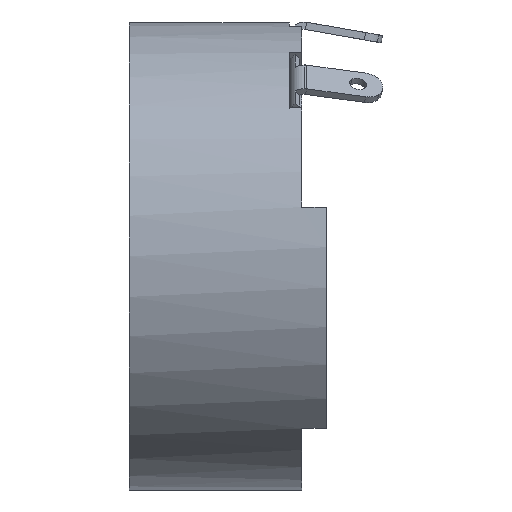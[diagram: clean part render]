
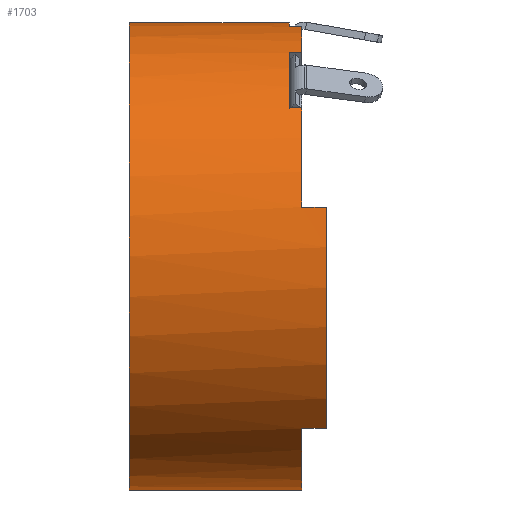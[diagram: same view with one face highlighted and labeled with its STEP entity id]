
A CAD part, left-side view. The second image highlights one B-rep face of the part: STEP entity #1703.
In plain terms, the highlighted cylindrical face has radius 4.75 mm (diameter 9.5 mm), a partial arc.
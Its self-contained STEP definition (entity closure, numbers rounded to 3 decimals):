
#2 = VERTEX_POINT ( 'NONE', #1956 ) ;
#202 = CARTESIAN_POINT ( 'NONE',  ( -4.644, -0.5, 1. ) ) ;
#241 = CARTESIAN_POINT ( 'NONE',  ( 0., 0.5, 4.75 ) ) ;
#269 = VERTEX_POINT ( 'NONE', #4022 ) ;
#308 = EDGE_CURVE ( 'NONE', #5270, #5468, #4853, .T. ) ;
#327 = ORIENTED_EDGE ( 'NONE', *, *, #5804, .F. ) ;
#341 = CARTESIAN_POINT ( 'NONE',  ( 0., -0.5, 0. ) ) ;
#355 = VECTOR ( 'NONE', #2948, 1000. ) ;
#394 = AXIS2_PLACEMENT_3D ( 'NONE', #341, #5342, #4000 ) ;
#469 = VERTEX_POINT ( 'NONE', #5467 ) ;
#480 = AXIS2_PLACEMENT_3D ( 'NONE', #2558, #1215, #2585 ) ;
#516 = VERTEX_POINT ( 'NONE', #5052 ) ;
#531 = CARTESIAN_POINT ( 'NONE',  ( -0.875, 0., 4.669 ) ) ;
#570 = DIRECTION ( 'NONE',  ( 0., -1., 0. ) ) ;
#700 = VECTOR ( 'NONE', #5094, 1000. ) ;
#729 = EDGE_CURVE ( 'NONE', #2, #3745, #3275, .T. ) ;
#781 = ORIENTED_EDGE ( 'NONE', *, *, #1508, .F. ) ;
#799 = VECTOR ( 'NONE', #1653, 1000. ) ;
#815 = CYLINDRICAL_SURFACE ( 'NONE', #4778, 4.75 ) ;
#835 = VERTEX_POINT ( 'NONE', #5882 ) ;
#902 = VERTEX_POINT ( 'NONE', #5406 ) ;
#932 = DIRECTION ( 'NONE',  ( 0., 1., 0. ) ) ;
#982 = DIRECTION ( 'NONE',  ( 0., 1., 0. ) ) ;
#987 = CIRCLE ( 'NONE', #1764, 4.75 ) ;
#1068 = AXIS2_PLACEMENT_3D ( 'NONE', #5368, #2192, #4425 ) ;
#1131 = ORIENTED_EDGE ( 'NONE', *, *, #4295, .T. ) ;
#1167 = CARTESIAN_POINT ( 'NONE',  ( -2.331, 0., 4.139 ) ) ;
#1170 = CARTESIAN_POINT ( 'NONE',  ( 0., 0.5, 0. ) ) ;
#1179 = VERTEX_POINT ( 'NONE', #3339 ) ;
#1215 = DIRECTION ( 'NONE',  ( 0., 1., 0. ) ) ;
#1226 = CARTESIAN_POINT ( 'NONE',  ( 0., 0., 0. ) ) ;
#1349 = CARTESIAN_POINT ( 'NONE',  ( 0., 0., 0. ) ) ;
#1352 = EDGE_CURVE ( 'NONE', #1179, #1421, #1373, .T. ) ;
#1373 = CIRCLE ( 'NONE', #3089, 4.75 ) ;
#1406 = DIRECTION ( 'NONE',  ( 0., 0., 1. ) ) ;
#1421 = VERTEX_POINT ( 'NONE', #2387 ) ;
#1477 = CIRCLE ( 'NONE', #2525, 4.75 ) ;
#1480 = CARTESIAN_POINT ( 'NONE',  ( -2.331, 0.25, 4.139 ) ) ;
#1508 = EDGE_CURVE ( 'NONE', #1179, #902, #3288, .T. ) ;
#1561 = VERTEX_POINT ( 'NONE', #202 ) ;
#1602 = CARTESIAN_POINT ( 'NONE',  ( -4.644, -0.5, 1. ) ) ;
#1606 = EDGE_CURVE ( 'NONE', #516, #269, #1716, .T. ) ;
#1653 = DIRECTION ( 'NONE',  ( 0., -1., 0. ) ) ;
#1703 = ADVANCED_FACE ( 'NONE', ( #5245 ), #815, .T. ) ;
#1716 = LINE ( 'NONE', #241, #799 ) ;
#1764 = AXIS2_PLACEMENT_3D ( 'NONE', #1349, #5472, #1406 ) ;
#1938 = CARTESIAN_POINT ( 'NONE',  ( -3.211, -0.5, -3.5 ) ) ;
#1956 = CARTESIAN_POINT ( 'NONE',  ( -3.211, -0.5, -3.5 ) ) ;
#1973 = EDGE_LOOP ( 'NONE', ( #3606, #327, #5142, #5753, #5178, #2901, #4366, #3793, #781, #3095, #3959, #1131, #3509, #4570 ) ) ;
#1992 = EDGE_CURVE ( 'NONE', #5468, #3745, #5473, .T. ) ;
#2043 = DIRECTION ( 'NONE',  ( 0., -1., 0. ) ) ;
#2162 = LINE ( 'NONE', #1602, #2721 ) ;
#2192 = DIRECTION ( 'NONE',  ( 0., 1., 0. ) ) ;
#2272 = CARTESIAN_POINT ( 'NONE',  ( 0., 3.5, -4.75 ) ) ;
#2387 = CARTESIAN_POINT ( 'NONE',  ( -2.331, 0.25, 4.139 ) ) ;
#2473 = EDGE_CURVE ( 'NONE', #1421, #2913, #5544, .T. ) ;
#2525 = AXIS2_PLACEMENT_3D ( 'NONE', #3370, #982, #2827 ) ;
#2558 = CARTESIAN_POINT ( 'NONE',  ( 0., 3.5, 0. ) ) ;
#2585 = DIRECTION ( 'NONE',  ( 0., 0., 1. ) ) ;
#2589 = LINE ( 'NONE', #5288, #355 ) ;
#2632 = EDGE_CURVE ( 'NONE', #1561, #469, #2162, .T. ) ;
#2721 = VECTOR ( 'NONE', #3000, 1000. ) ;
#2722 = DIRECTION ( 'NONE',  ( -0.985, 0., 0.174 ) ) ;
#2827 = DIRECTION ( 'NONE',  ( -0.643, 0., 0.766 ) ) ;
#2901 = ORIENTED_EDGE ( 'NONE', *, *, #5737, .T. ) ;
#2913 = VERTEX_POINT ( 'NONE', #1167 ) ;
#2948 = DIRECTION ( 'NONE',  ( 0., -1., 0. ) ) ;
#3000 = DIRECTION ( 'NONE',  ( 0., 1., 0. ) ) ;
#3045 = DIRECTION ( 'NONE',  ( 0., 1., 0. ) ) ;
#3066 = CIRCLE ( 'NONE', #480, 4.75 ) ;
#3089 = AXIS2_PLACEMENT_3D ( 'NONE', #5013, #932, #2722 ) ;
#3095 = ORIENTED_EDGE ( 'NONE', *, *, #1352, .T. ) ;
#3181 = VECTOR ( 'NONE', #5082, 1000. ) ;
#3275 = LINE ( 'NONE', #1938, #3181 ) ;
#3288 = LINE ( 'NONE', #3319, #700 ) ;
#3319 = CARTESIAN_POINT ( 'NONE',  ( -3.671, 0.25, 3.014 ) ) ;
#3339 = CARTESIAN_POINT ( 'NONE',  ( -3.671, 0.25, 3.014 ) ) ;
#3370 = CARTESIAN_POINT ( 'NONE',  ( 0., 0.25, 0. ) ) ;
#3509 = ORIENTED_EDGE ( 'NONE', *, *, #4795, .F. ) ;
#3606 = ORIENTED_EDGE ( 'NONE', *, *, #1606, .F. ) ;
#3745 = VERTEX_POINT ( 'NONE', #4952 ) ;
#3793 = ORIENTED_EDGE ( 'NONE', *, *, #5765, .T. ) ;
#3827 = VERTEX_POINT ( 'NONE', #531 ) ;
#3956 = DIRECTION ( 'NONE',  ( 0., -1., 0. ) ) ;
#3959 = ORIENTED_EDGE ( 'NONE', *, *, #2473, .T. ) ;
#4000 = DIRECTION ( 'NONE',  ( 0., 0., 1. ) ) ;
#4022 = CARTESIAN_POINT ( 'NONE',  ( 0., 0.25, 4.75 ) ) ;
#4045 = VECTOR ( 'NONE', #570, 1000. ) ;
#4295 = EDGE_CURVE ( 'NONE', #2913, #3827, #987, .T. ) ;
#4366 = ORIENTED_EDGE ( 'NONE', *, *, #2632, .T. ) ;
#4384 = DIRECTION ( 'NONE',  ( 0., 0., -1. ) ) ;
#4425 = DIRECTION ( 'NONE',  ( 0., 0., 1. ) ) ;
#4458 = EDGE_CURVE ( 'NONE', #835, #269, #1477, .T. ) ;
#4488 = CIRCLE ( 'NONE', #394, 4.75 ) ;
#4570 = ORIENTED_EDGE ( 'NONE', *, *, #4458, .T. ) ;
#4778 = AXIS2_PLACEMENT_3D ( 'NONE', #1170, #2043, #4384 ) ;
#4795 = EDGE_CURVE ( 'NONE', #835, #3827, #2589, .T. ) ;
#4853 = LINE ( 'NONE', #4885, #5636 ) ;
#4885 = CARTESIAN_POINT ( 'NONE',  ( 0., 0.5, -4.75 ) ) ;
#4952 = CARTESIAN_POINT ( 'NONE',  ( -3.211, 0., -3.5 ) ) ;
#5013 = CARTESIAN_POINT ( 'NONE',  ( 0., 0.25, 0. ) ) ;
#5052 = CARTESIAN_POINT ( 'NONE',  ( 0., 3.5, 4.75 ) ) ;
#5082 = DIRECTION ( 'NONE',  ( 0., 1., 0. ) ) ;
#5094 = DIRECTION ( 'NONE',  ( 0., -1., 0. ) ) ;
#5142 = ORIENTED_EDGE ( 'NONE', *, *, #308, .T. ) ;
#5178 = ORIENTED_EDGE ( 'NONE', *, *, #729, .F. ) ;
#5193 = AXIS2_PLACEMENT_3D ( 'NONE', #1226, #3045, #5269 ) ;
#5245 = FACE_OUTER_BOUND ( 'NONE', #1973, .T. ) ;
#5269 = DIRECTION ( 'NONE',  ( 0., 0., 1. ) ) ;
#5270 = VERTEX_POINT ( 'NONE', #2272 ) ;
#5288 = CARTESIAN_POINT ( 'NONE',  ( -0.875, 0.25, 4.669 ) ) ;
#5318 = CARTESIAN_POINT ( 'NONE',  ( 0., 0., -4.75 ) ) ;
#5342 = DIRECTION ( 'NONE',  ( 0., 1., 0. ) ) ;
#5368 = CARTESIAN_POINT ( 'NONE',  ( 0., 0., 0. ) ) ;
#5406 = CARTESIAN_POINT ( 'NONE',  ( -3.671, 0., 3.014 ) ) ;
#5467 = CARTESIAN_POINT ( 'NONE',  ( -4.644, 0., 1. ) ) ;
#5468 = VERTEX_POINT ( 'NONE', #5318 ) ;
#5472 = DIRECTION ( 'NONE',  ( 0., 1., 0. ) ) ;
#5473 = CIRCLE ( 'NONE', #5193, 4.75 ) ;
#5544 = LINE ( 'NONE', #1480, #4045 ) ;
#5636 = VECTOR ( 'NONE', #3956, 1000. ) ;
#5721 = CIRCLE ( 'NONE', #1068, 4.75 ) ;
#5737 = EDGE_CURVE ( 'NONE', #2, #1561, #4488, .T. ) ;
#5753 = ORIENTED_EDGE ( 'NONE', *, *, #1992, .T. ) ;
#5765 = EDGE_CURVE ( 'NONE', #469, #902, #5721, .T. ) ;
#5804 = EDGE_CURVE ( 'NONE', #5270, #516, #3066, .T. ) ;
#5882 = CARTESIAN_POINT ( 'NONE',  ( -0.875, 0.25, 4.669 ) ) ;
